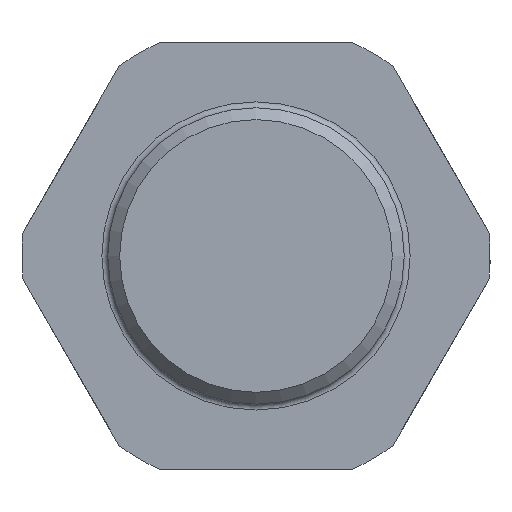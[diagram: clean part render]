
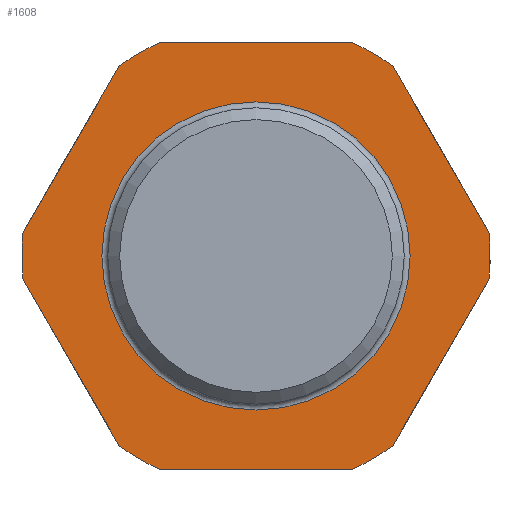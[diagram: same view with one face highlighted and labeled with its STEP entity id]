
A CAD part, left-side view. The second image highlights one B-rep face of the part: STEP entity #1608.
In plain terms, the highlighted planar face has unit normal (-1, 0, 0).
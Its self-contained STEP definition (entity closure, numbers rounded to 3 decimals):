
#61=LINE('',#2614,#91);
#64=LINE('',#2644,#94);
#67=LINE('',#2674,#97);
#70=LINE('',#2704,#100);
#73=LINE('',#2734,#103);
#76=LINE('',#2764,#106);
#91=VECTOR('',#2048,10.);
#94=VECTOR('',#2053,10.);
#97=VECTOR('',#2058,10.);
#100=VECTOR('',#2063,10.);
#103=VECTOR('',#2068,10.);
#106=VECTOR('',#2073,10.);
#188=FACE_BOUND('',#469,.T.);
#326=FACE_OUTER_BOUND('',#468,.T.);
#468=EDGE_LOOP('',(#1194,#1195,#1196,#1197,#1198,#1199,#1200,#1201,#1202,
#1203,#1204,#1205));
#469=EDGE_LOOP('',(#1206));
#686=CIRCLE('',#1779,19.75);
#687=CIRCLE('',#1781,19.75);
#688=CIRCLE('',#1783,19.75);
#689=CIRCLE('',#1785,19.75);
#690=CIRCLE('',#1787,19.75);
#691=CIRCLE('',#1789,19.75);
#692=CIRCLE('',#1790,13.);
#807=VERTEX_POINT('',#2611);
#808=VERTEX_POINT('',#2613);
#811=VERTEX_POINT('',#2641);
#812=VERTEX_POINT('',#2643);
#815=VERTEX_POINT('',#2671);
#816=VERTEX_POINT('',#2673);
#819=VERTEX_POINT('',#2701);
#820=VERTEX_POINT('',#2703);
#823=VERTEX_POINT('',#2731);
#824=VERTEX_POINT('',#2733);
#827=VERTEX_POINT('',#2761);
#828=VERTEX_POINT('',#2763);
#830=VERTEX_POINT('',#2787);
#957=EDGE_CURVE('',#808,#807,#61,.T.);
#961=EDGE_CURVE('',#812,#811,#64,.T.);
#965=EDGE_CURVE('',#816,#815,#67,.T.);
#969=EDGE_CURVE('',#820,#819,#70,.T.);
#973=EDGE_CURVE('',#824,#823,#73,.T.);
#977=EDGE_CURVE('',#828,#827,#76,.T.);
#986=EDGE_CURVE('',#816,#819,#686,.T.);
#987=EDGE_CURVE('',#828,#815,#687,.T.);
#988=EDGE_CURVE('',#812,#823,#688,.T.);
#989=EDGE_CURVE('',#820,#811,#689,.T.);
#990=EDGE_CURVE('',#808,#827,#690,.T.);
#991=EDGE_CURVE('',#824,#807,#691,.T.);
#992=EDGE_CURVE('',#830,#830,#692,.T.);
#1194=ORIENTED_EDGE('',*,*,#957,.T.);
#1195=ORIENTED_EDGE('',*,*,#991,.F.);
#1196=ORIENTED_EDGE('',*,*,#973,.T.);
#1197=ORIENTED_EDGE('',*,*,#988,.F.);
#1198=ORIENTED_EDGE('',*,*,#961,.T.);
#1199=ORIENTED_EDGE('',*,*,#989,.F.);
#1200=ORIENTED_EDGE('',*,*,#969,.T.);
#1201=ORIENTED_EDGE('',*,*,#986,.F.);
#1202=ORIENTED_EDGE('',*,*,#965,.T.);
#1203=ORIENTED_EDGE('',*,*,#987,.F.);
#1204=ORIENTED_EDGE('',*,*,#977,.T.);
#1205=ORIENTED_EDGE('',*,*,#990,.F.);
#1206=ORIENTED_EDGE('',*,*,#992,.T.);
#1477=PLANE('',#1788);
#1608=ADVANCED_FACE('',(#326,#188),#1477,.T.);
#1779=AXIS2_PLACEMENT_3D('',#2776,#2093,#2094);
#1781=AXIS2_PLACEMENT_3D('',#2778,#2097,#2098);
#1783=AXIS2_PLACEMENT_3D('',#2780,#2101,#2102);
#1785=AXIS2_PLACEMENT_3D('',#2782,#2105,#2106);
#1787=AXIS2_PLACEMENT_3D('',#2784,#2109,#2110);
#1788=AXIS2_PLACEMENT_3D('',#2785,#2111,#2112);
#1789=AXIS2_PLACEMENT_3D('',#2786,#2113,#2114);
#1790=AXIS2_PLACEMENT_3D('',#2788,#2115,#2116);
#2048=DIRECTION('',(0.,1.,0.));
#2053=DIRECTION('',(0.,-0.5,-0.866));
#2058=DIRECTION('',(0.,-0.5,0.866));
#2063=DIRECTION('',(0.,-1.,0.));
#2068=DIRECTION('',(0.,0.5,-0.866));
#2073=DIRECTION('',(0.,0.5,0.866));
#2093=DIRECTION('center_axis',(1.,0.,0.));
#2094=DIRECTION('ref_axis',(0.,0.,
1.));
#2097=DIRECTION('center_axis',(1.,0.,0.));
#2098=DIRECTION('ref_axis',(0.,0.,
1.));
#2101=DIRECTION('center_axis',(1.,0.,0.));
#2102=DIRECTION('ref_axis',(0.,0.,
1.));
#2105=DIRECTION('center_axis',(1.,0.,0.));
#2106=DIRECTION('ref_axis',(0.,0.,
1.));
#2109=DIRECTION('center_axis',(1.,0.,0.));
#2110=DIRECTION('ref_axis',(0.,0.,
1.));
#2111=DIRECTION('center_axis',(-1.,0.,0.));
#2112=DIRECTION('ref_axis',(0.,0.,-1.));
#2113=DIRECTION('center_axis',(1.,0.,0.));
#2114=DIRECTION('ref_axis',(0.,0.,
1.));
#2115=DIRECTION('center_axis',(1.,0.,0.));
#2116=DIRECTION('ref_axis',(0.,0.,
1.));
#2611=CARTESIAN_POINT('',(-23.5,8.128,18.));
#2613=CARTESIAN_POINT('',(-23.5,-8.128,18.));
#2614=CARTESIAN_POINT('',(-23.5,-13.939,18.));
#2641=CARTESIAN_POINT('',(-23.5,11.525,-16.039));
#2643=CARTESIAN_POINT('',(-23.5,19.652,-1.961));
#2644=CARTESIAN_POINT('',(-23.5,15.152,-9.757));
#2671=CARTESIAN_POINT('',(-23.5,-19.652,-1.961));
#2673=CARTESIAN_POINT('',(-23.5,-11.525,-16.039));
#2674=CARTESIAN_POINT('',(-23.5,-16.025,-8.243));
#2701=CARTESIAN_POINT('',(-23.5,-8.128,-18.));
#2703=CARTESIAN_POINT('',(-23.5,8.128,-18.));
#2704=CARTESIAN_POINT('',(-23.5,-5.811,-18.));
#2731=CARTESIAN_POINT('',(-23.5,19.652,1.961));
#2733=CARTESIAN_POINT('',(-23.5,11.525,16.039));
#2734=CARTESIAN_POINT('',(-23.5,11.088,16.795));
#2761=CARTESIAN_POINT('',(-23.5,-11.525,16.039));
#2763=CARTESIAN_POINT('',(-23.5,-19.652,1.961));
#2764=CARTESIAN_POINT('',(-23.5,-20.089,1.205));
#2776=CARTESIAN_POINT('Origin',(-23.5,0.,
0.));
#2778=CARTESIAN_POINT('Origin',(-23.5,0.,
0.));
#2780=CARTESIAN_POINT('Origin',(-23.5,0.,
0.));
#2782=CARTESIAN_POINT('Origin',(-23.5,0.,
0.));
#2784=CARTESIAN_POINT('Origin',(-23.5,0.,
0.));
#2785=CARTESIAN_POINT('Origin',(-23.5,-19.75,0.));
#2786=CARTESIAN_POINT('Origin',(-23.5,0.,
0.));
#2787=CARTESIAN_POINT('',(-23.5,-13.,0.));
#2788=CARTESIAN_POINT('Origin',(-23.5,0.,
0.));
